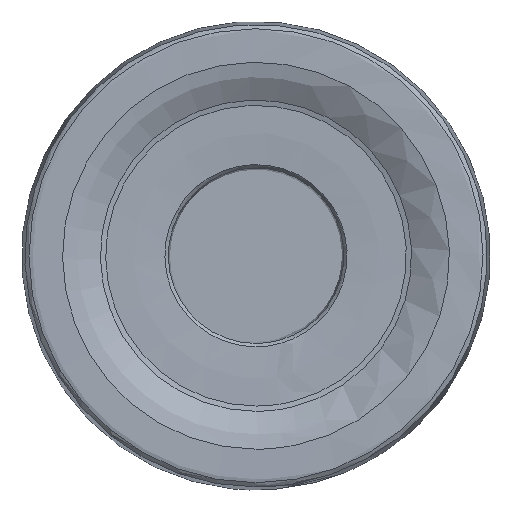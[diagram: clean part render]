
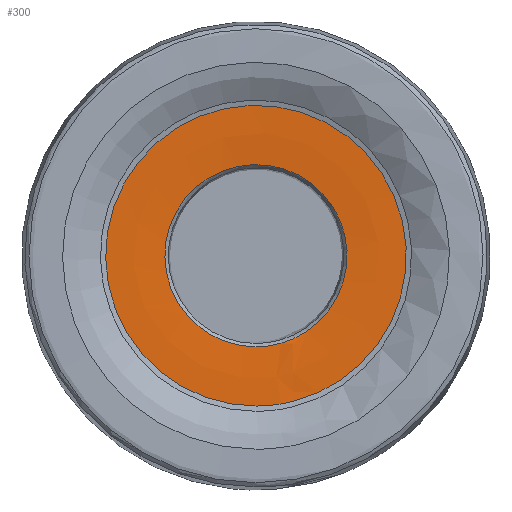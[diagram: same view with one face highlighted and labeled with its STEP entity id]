
A CAD part, left-side view. The second image highlights one B-rep face of the part: STEP entity #300.
In plain terms, the highlighted face is a revolution surface.
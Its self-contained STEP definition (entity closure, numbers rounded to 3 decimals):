
#35=SURFACE_OF_REVOLUTION('',#63,#49);
#49=AXIS1_PLACEMENT('',#1097,#821);
#63=B_SPLINE_CURVE_WITH_KNOTS('',3,(#1085,#1086,#1087,#1088,#1089,#1090,
#1091,#1092,#1093,#1094,#1095,#1096),.UNSPECIFIED.,.F.,.F.,(4,2,2,2,2,4),
(0.,0.125,0.25,0.5,0.75,1.),.UNSPECIFIED.);
#300=ADVANCED_FACE('',(#374,#375),#35,.T.);
#374=FACE_BOUND('',#446,.T.);
#375=FACE_BOUND('',#447,.T.);
#446=EDGE_LOOP('',(#518));
#447=EDGE_LOOP('',(#519));
#518=ORIENTED_EDGE('',*,*,#594,.F.);
#519=ORIENTED_EDGE('',*,*,#593,.T.);
#557=VERTEX_POINT('',#1071);
#558=VERTEX_POINT('',#1084);
#593=EDGE_CURVE('',#557,#557,#629,.T.);
#594=EDGE_CURVE('',#558,#558,#630,.T.);
#629=CIRCLE('',#689,6.218);
#630=CIRCLE('',#690,10.26);
#689=AXIS2_PLACEMENT_3D('',#1070,#816,#817);
#690=AXIS2_PLACEMENT_3D('',#1083,#819,#820);
#816=DIRECTION('',(1.,0.,0.));
#817=DIRECTION('',(0.,0.,-1.));
#819=DIRECTION('',(1.,0.,0.));
#820=DIRECTION('',(0.,0.,-1.));
#821=DIRECTION('',(1.,0.,0.));
#1070=CARTESIAN_POINT('',(1.394,0.,0.));
#1071=CARTESIAN_POINT('',(1.394,0.,-6.218));
#1083=CARTESIAN_POINT('',(1.231,0.,0.));
#1084=CARTESIAN_POINT('',(1.231,0.,-10.26));
#1085=CARTESIAN_POINT('',(1.394,-6.041,1.474));
#1086=CARTESIAN_POINT('',(1.292,-6.194,1.462));
#1087=CARTESIAN_POINT('',(1.271,-6.385,1.432));
#1088=CARTESIAN_POINT('',(1.256,-6.745,1.371));
#1089=CARTESIAN_POINT('',(1.261,-6.922,1.339));
#1090=CARTESIAN_POINT('',(1.263,-7.447,1.246));
#1091=CARTESIAN_POINT('',(1.265,-7.792,1.185));
#1092=CARTESIAN_POINT('',(1.265,-8.471,1.065));
#1093=CARTESIAN_POINT('',(1.279,-8.807,1.004));
#1094=CARTESIAN_POINT('',(1.287,-9.505,0.88));
#1095=CARTESIAN_POINT('',(1.293,-9.865,0.815));
#1096=CARTESIAN_POINT('',(1.231,-10.232,0.76));
#1097=CARTESIAN_POINT('',(0.,0.,0.));
